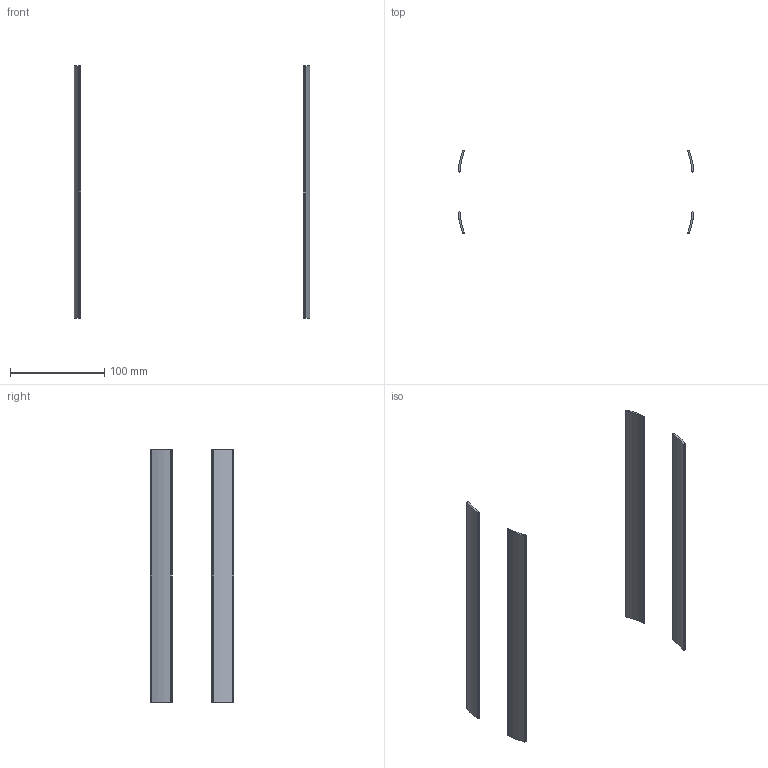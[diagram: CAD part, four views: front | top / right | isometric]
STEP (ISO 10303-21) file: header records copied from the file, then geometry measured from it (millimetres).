
FILE_DESCRIPTION((''),'2;1');
FILE_NAME('95011330 IT 000030 DS-GRUEN.stp','2013-08-20T09:25:15',('Watermann'),(''),'Autodesk Inventor 2013','Autodesk Inventor 2013','');
FILE_SCHEMA(('AUTOMOTIVE_DESIGN { 1 0 10303 214 1 1 1 1 }'));
Length unit declared in the file: millimetre
Products named in the file (2): 95011120_IT 000020 DS-dunkelgrau
Assembly tree (4 placements, depth 2):
  95011120_IT 000020 DS-dunkelgrau
    95011120_IT 000020 DS-dunkelgrau  x4
Bounding box: 250.2 x 88.7 x 268.2 mm (x, y, z)
Volume: 46045.5 mm3; surface area: 54045.6 mm2
Topology: 4 solids, 4 shells, 56 faces, 144 edges, 96 vertices
Faces by surface type: cylinder 32, plane 24
Entity records: 512 total; most frequent: DIRECTION 92, CARTESIAN_POINT 80, ORIENTED_EDGE 72, AXIS2_PLACEMENT_3D 36, EDGE_CURVE 36, VERTEX_POINT 24, VECTOR 20, LINE 20
